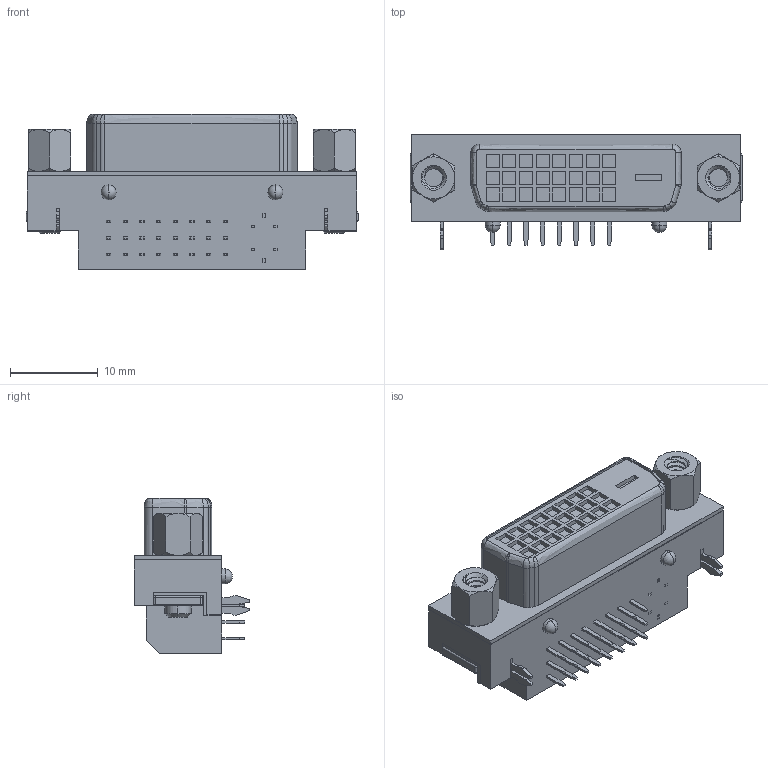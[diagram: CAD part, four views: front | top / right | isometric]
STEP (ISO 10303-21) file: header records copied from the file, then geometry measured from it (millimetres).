
FILE_DESCRIPTION (( 'STEP AP214' ), '1' );
FILE_NAME ('3JL-25S-4244.STEP', '2021-07-21T21:47:46', ( '' ), ( '' ), 'SwSTEP 2.0', 'SolidWorks 2017', '' );
FILE_SCHEMA (( 'AUTOMOTIVE_DESIGN' ));
Length unit declared in the file: millimetre
Products named in the file (1): 3JL-25S-4244
Bounding box: 37.91 x 13.2 x 17.7 mm (x, y, z)
Volume: 3314.4 mm3; surface area: 4695.1 mm2
Topology: 56 solids, 56 shells, 1188 faces, 2717 edges, 1692 vertices
Faces by surface type: plane 956, cylinder 152, cone 36, bspline 22, sphere 16, torus 6
Entity records: 36156 total; most frequent: CARTESIAN_POINT 9188, ORIENTED_EDGE 5402, DIRECTION 5181, EDGE_CURVE 2701, LINE 2243, VECTOR 2243, VERTEX_POINT 1692, AXIS2_PLACEMENT_3D 1469
